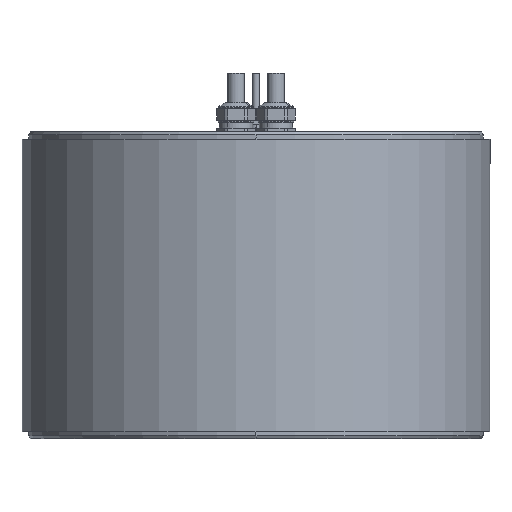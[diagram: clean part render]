
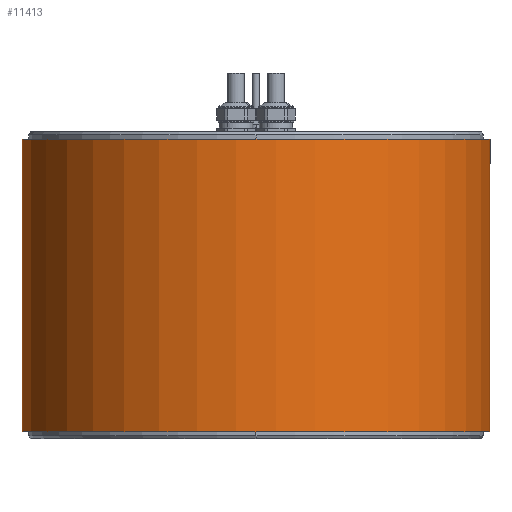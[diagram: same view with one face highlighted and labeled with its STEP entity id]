
A CAD part, front view. The second image highlights one B-rep face of the part: STEP entity #11413.
In plain terms, the highlighted cylindrical face has radius 198.5 mm (diameter 397 mm), a partial arc.
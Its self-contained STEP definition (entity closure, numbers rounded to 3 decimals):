
#1816=CARTESIAN_POINT('',(0.,0.,-6.1));
#1817=DIRECTION('',(0.,0.,1.));
#1818=DIRECTION('',(-0.149,0.989,0.));
#1819=AXIS2_PLACEMENT_3D('',#1816,#1817,#1818);
#1821=DIRECTION('',(0.,0.,1.));
#1822=VECTOR('',#1821,247.8);
#1823=CARTESIAN_POINT('',(29.5,196.296,-253.9));
#1824=LINE('',#1823,#1822);
#1825=CARTESIAN_POINT('',(0.,0.,-253.9));
#1826=DIRECTION('',(0.,0.,-1.));
#1827=DIRECTION('',(0.149,0.989,0.));
#1828=AXIS2_PLACEMENT_3D('',#1825,#1826,#1827);
#1830=DIRECTION('',(0.,0.,1.));
#1831=VECTOR('',#1830,247.8);
#1832=CARTESIAN_POINT('',(-29.5,196.296,-253.9));
#1833=LINE('',#1832,#1831);
#7317=CARTESIAN_POINT('',(-29.5,196.296,-253.9));
#7318=CARTESIAN_POINT('',(29.5,196.296,-253.9));
#7319=VERTEX_POINT('',#7317);
#7320=VERTEX_POINT('',#7318);
#7321=CARTESIAN_POINT('',(-29.5,196.296,-6.1));
#7322=CARTESIAN_POINT('',(29.5,196.296,-6.1));
#7323=VERTEX_POINT('',#7321);
#7324=VERTEX_POINT('',#7322);
#11401=CARTESIAN_POINT('',(0.,0.,6.29));
#11402=DIRECTION('',(0.,0.,-1.));
#11403=DIRECTION('',(1.,0.,0.));
#11404=AXIS2_PLACEMENT_3D('',#11401,#11402,#11403);
#11405=CYLINDRICAL_SURFACE('',#11404,198.5);
#11407=ORIENTED_EDGE('',*,*,#11406,.T.);
#11408=ORIENTED_EDGE('',*,*,#11366,.F.);
#11409=ORIENTED_EDGE('',*,*,#11390,.T.);
#11410=ORIENTED_EDGE('',*,*,#11370,.T.);
#11411=EDGE_LOOP('',(#11407,#11408,#11409,#11410));
#11412=FACE_OUTER_BOUND('',#11411,.F.);
#11413=ADVANCED_FACE('',(#11412),#11405,.T.);
#1820=CIRCLE('',#1819,198.5);
#1829=CIRCLE('',#1828,198.5);
#11366=EDGE_CURVE('',#7320,#7324,#1824,.T.);
#11370=EDGE_CURVE('',#7319,#7323,#1833,.T.);
#11390=EDGE_CURVE('',#7320,#7319,#1829,.T.);
#11406=EDGE_CURVE('',#7323,#7324,#1820,.T.);
